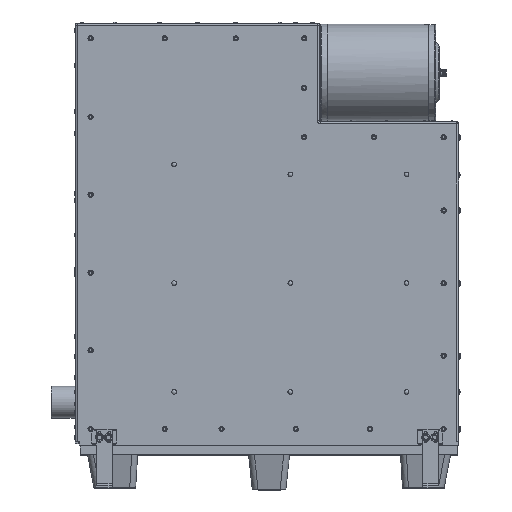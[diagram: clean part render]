
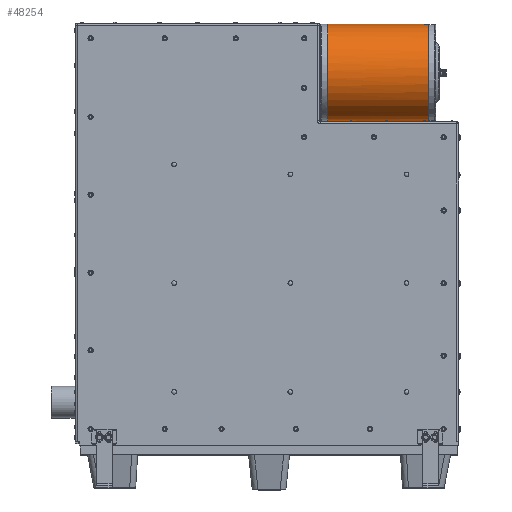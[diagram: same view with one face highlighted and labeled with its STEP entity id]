
A CAD part, top view. The second image highlights one B-rep face of the part: STEP entity #48254.
In plain terms, the highlighted cylindrical face has radius 155.448 mm (diameter 310.896 mm), a full revolution.
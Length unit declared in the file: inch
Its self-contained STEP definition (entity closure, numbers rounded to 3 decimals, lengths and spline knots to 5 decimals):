
#846=CYLINDRICAL_SURFACE('',#51661,6.12);
#1391=FACE_BOUND('',#6397,.T.);
#3279=FACE_OUTER_BOUND('',#6396,.T.);
#6396=EDGE_LOOP('',(#33030));
#6397=EDGE_LOOP('',(#33031));
#10290=CIRCLE('',#51540,6.12);
#10354=CIRCLE('',#51662,6.12);
#20713=VERTEX_POINT('',#87333);
#20817=VERTEX_POINT('',#88267);
#25517=EDGE_CURVE('',#20713,#20713,#10290,.T.);
#25658=EDGE_CURVE('',#20817,#20817,#10354,.T.);
#33030=ORIENTED_EDGE('',*,*,#25517,.F.);
#33031=ORIENTED_EDGE('',*,*,#25658,.F.);
#48254=ADVANCED_FACE('',(#3279,#1391),#846,.T.);
#51540=AXIS2_PLACEMENT_3D('',#87334,#56844,#56845);
#51661=AXIS2_PLACEMENT_3D('',#88266,#57117,#57118);
#51662=AXIS2_PLACEMENT_3D('',#88268,#57119,#57120);
#56844=DIRECTION('center_axis',(1.,0.,0.));
#56845=DIRECTION('ref_axis',(0.,0.276,0.961));
#57117=DIRECTION('center_axis',(1.,0.,0.));
#57118=DIRECTION('ref_axis',(0.,0.276,0.961));
#57119=DIRECTION('center_axis',(-1.,0.,0.));
#57120=DIRECTION('ref_axis',(0.,0.276,0.961));
#87333=CARTESIAN_POINT('',(21.21786,21.84408,8.74202));
#87334=CARTESIAN_POINT('Origin',(21.21786,23.53077,14.625));
#88266=CARTESIAN_POINT('Origin',(8.46786,23.53077,14.625));
#88267=CARTESIAN_POINT('',(8.46786,21.84408,8.74202));
#88268=CARTESIAN_POINT('Origin',(8.46786,23.53077,14.625));
